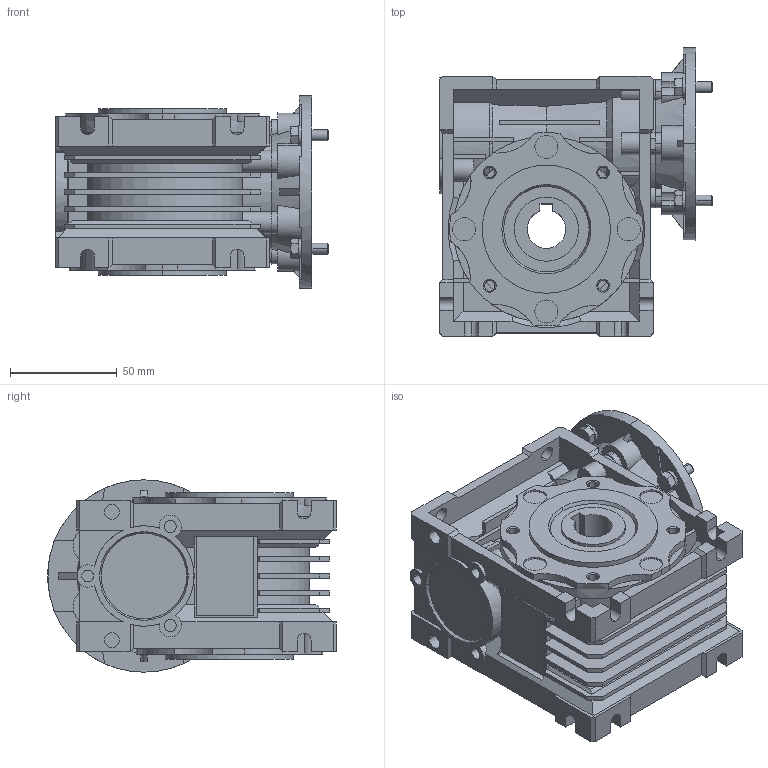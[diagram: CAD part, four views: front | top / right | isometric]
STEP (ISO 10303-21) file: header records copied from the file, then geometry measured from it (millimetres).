
FILE_DESCRIPTION (( 'STEP AP203' ), '1' );
FILE_NAME ('WGA-40M-020-63B14.step', '2024-12-18T19:07:59', ( '' ), ( '' ), 'SwSTEP 2.0', 'SolidWorks 2024', '' );
FILE_SCHEMA (( 'CONFIG_CONTROL_DESIGN' ));
Length unit declared in the file: millimetre
Products named in the file (1): WGA-40M-020-63B14
Bounding box: 127.7 x 135 x 90 mm (x, y, z)
Volume: 667306.8 mm3; surface area: 163100.5 mm2
Topology: 14 solids, 14 shells, 1003 faces, 2717 edges, 1752 vertices
Faces by surface type: plane 564, cylinder 307, cone 124, torus 8
Entity records: 32298 total; most frequent: CARTESIAN_POINT 6785, ORIENTED_EDGE 5410, DIRECTION 5316, EDGE_CURVE 2705, AXIS2_PLACEMENT_3D 1911, VERTEX_POINT 1752, LINE 1494, VECTOR 1494
